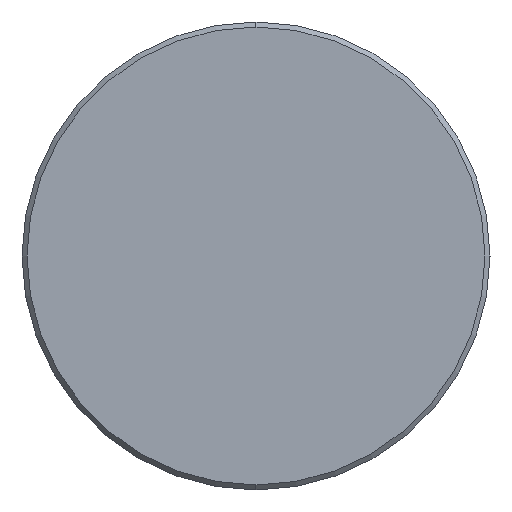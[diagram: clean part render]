
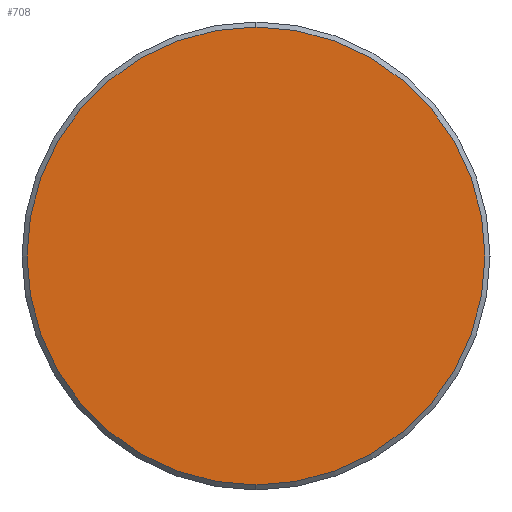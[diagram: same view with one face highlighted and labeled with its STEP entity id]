
A CAD part, left-side view. The second image highlights one B-rep face of the part: STEP entity #708.
In plain terms, the highlighted planar face has unit normal (-1, 0, 0).
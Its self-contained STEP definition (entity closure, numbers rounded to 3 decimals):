
#1 = ORIENTED_EDGE ( 'NONE', *, *, #645, .T. ) ;
#22 = VERTEX_POINT ( 'NONE', #603 ) ;
#79 = DIRECTION ( 'NONE',  ( -1., 0., 0. ) ) ;
#84 = DIRECTION ( 'NONE',  ( 0., 0., 1. ) ) ;
#93 = CIRCLE ( 'NONE', #118, 13.7 ) ;
#118 = AXIS2_PLACEMENT_3D ( 'NONE', #687, #323, #84 ) ;
#138 = AXIS2_PLACEMENT_3D ( 'NONE', #418, #79, #582 ) ;
#236 = EDGE_CURVE ( 'NONE', #686, #22, #93, .T. ) ;
#249 = FACE_OUTER_BOUND ( 'NONE', #655, .T. ) ;
#323 = DIRECTION ( 'NONE',  ( -1., 0., 0. ) ) ;
#330 = CARTESIAN_POINT ( 'NONE',  ( 0., 0., 0. ) ) ;
#381 = PLANE ( 'NONE',  #480 ) ;
#418 = CARTESIAN_POINT ( 'NONE',  ( 0., 0., 0. ) ) ;
#429 = DIRECTION ( 'NONE',  ( 1., 0., 0. ) ) ;
#480 = AXIS2_PLACEMENT_3D ( 'NONE', #330, #429, #700 ) ;
#545 = ORIENTED_EDGE ( 'NONE', *, *, #236, .T. ) ;
#580 = CARTESIAN_POINT ( 'NONE',  ( 0., 0., -13.7 ) ) ;
#582 = DIRECTION ( 'NONE',  ( 0., 0., 1. ) ) ;
#603 = CARTESIAN_POINT ( 'NONE',  ( 0., 0., 13.7 ) ) ;
#645 = EDGE_CURVE ( 'NONE', #22, #686, #713, .T. ) ;
#655 = EDGE_LOOP ( 'NONE', ( #545, #1 ) ) ;
#686 = VERTEX_POINT ( 'NONE', #580 ) ;
#687 = CARTESIAN_POINT ( 'NONE',  ( 0., 0., 0. ) ) ;
#700 = DIRECTION ( 'NONE',  ( 0., 0., -1. ) ) ;
#708 = ADVANCED_FACE ( 'NONE', ( #249 ), #381, .F. ) ;
#713 = CIRCLE ( 'NONE', #138, 13.7 ) ;
